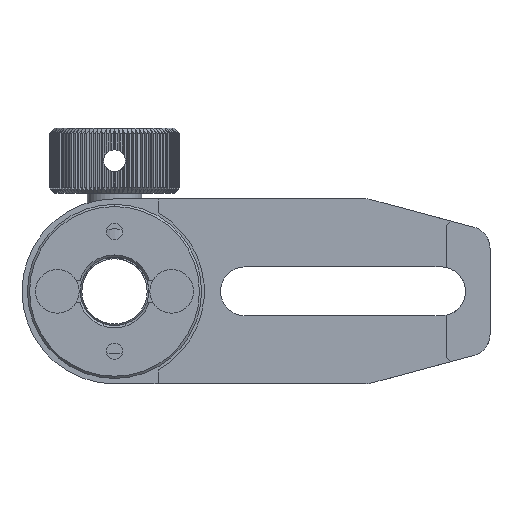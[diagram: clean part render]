
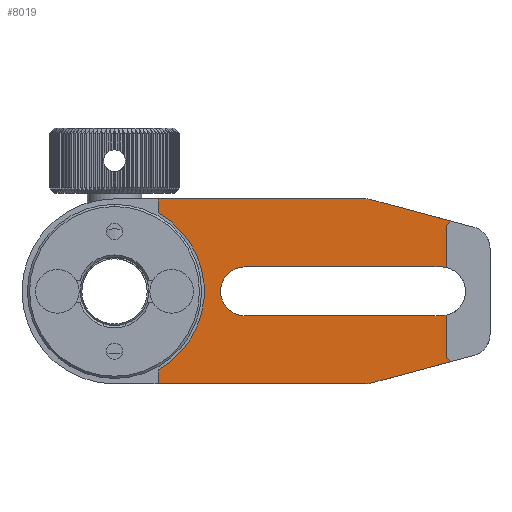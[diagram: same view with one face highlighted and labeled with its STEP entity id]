
A CAD part, front view. The second image highlights one B-rep face of the part: STEP entity #8019.
In plain terms, the highlighted planar face has unit normal (0, -1, 0).
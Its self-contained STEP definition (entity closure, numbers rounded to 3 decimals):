
#33 = ORIENTED_EDGE ( 'NONE', *, *, #2448, .T. ) ;
#127 = CARTESIAN_POINT ( 'NONE',  ( 12., 0.5, 0. ) ) ;
#380 = ORIENTED_EDGE ( 'NONE', *, *, #2009, .T. ) ;
#402 = DIRECTION ( 'NONE',  ( 0., 0., 1. ) ) ;
#450 = LINE ( 'NONE', #13934, #777 ) ;
#493 = DIRECTION ( 'NONE',  ( 0., 1., 0. ) ) ;
#653 = CARTESIAN_POINT ( 'NONE',  ( 23.041, 0.5, -6.5 ) ) ;
#777 = VECTOR ( 'NONE', #8871, 1000. ) ;
#1150 = VERTEX_POINT ( 'NONE', #13930 ) ;
#1334 = DIRECTION ( 'NONE',  ( 0., 0., 1. ) ) ;
#1410 = CIRCLE ( 'NONE', #10501, 2. ) ;
#1481 = DIRECTION ( 'NONE',  ( 0.707, 0., 0.707 ) ) ;
#1567 = CARTESIAN_POINT ( 'NONE',  ( 30.5, 0.5, 2.194 ) ) ;
#1579 = EDGE_CURVE ( 'NONE', #2204, #3187, #5137, .T. ) ;
#1822 = VECTOR ( 'NONE', #15336, 1000. ) ;
#1827 = VERTEX_POINT ( 'NONE', #6005 ) ;
#1891 = CARTESIAN_POINT ( 'NONE',  ( 30.5, 0.5, -22.671 ) ) ;
#2009 = EDGE_CURVE ( 'NONE', #11667, #12888, #11324, .T. ) ;
#2027 = CARTESIAN_POINT ( 'NONE',  ( 4., 0.5, 8.5 ) ) ;
#2192 = VECTOR ( 'NONE', #2512, 1000. ) ;
#2204 = VERTEX_POINT ( 'NONE', #11408 ) ;
#2272 = AXIS2_PLACEMENT_3D ( 'NONE', #127, #8799, #1334 ) ;
#2381 = DIRECTION ( 'NONE',  ( 0., 1., 0. ) ) ;
#2444 = CARTESIAN_POINT ( 'NONE',  ( 30.5, 0.5, -22.671 ) ) ;
#2448 = EDGE_CURVE ( 'NONE', #1827, #10175, #9522, .T. ) ;
#2512 = DIRECTION ( 'NONE',  ( -0.966, 0., 0.259 ) ) ;
#2580 = CIRCLE ( 'NONE', #12431, 2.25 ) ;
#2607 = ORIENTED_EDGE ( 'NONE', *, *, #14094, .T. ) ;
#2752 = AXIS2_PLACEMENT_3D ( 'NONE', #8248, #9383, #12071 ) ;
#2919 = CARTESIAN_POINT ( 'NONE',  ( 30.894, 0.5, -6.466 ) ) ;
#3105 = EDGE_CURVE ( 'NONE', #15067, #9392, #8674, .T. ) ;
#3111 = EDGE_CURVE ( 'NONE', #11367, #2204, #6329, .T. ) ;
#3187 = VERTEX_POINT ( 'NONE', #6505 ) ;
#3302 = ORIENTED_EDGE ( 'NONE', *, *, #10924, .F. ) ;
#3416 = DIRECTION ( 'NONE',  ( 0., -1., 0. ) ) ;
#3441 = DIRECTION ( 'NONE',  ( -1., 0., 0. ) ) ;
#3633 = VECTOR ( 'NONE', #10587, 1000. ) ;
#3664 = CARTESIAN_POINT ( 'NONE',  ( 23.558, 0.5, 8.432 ) ) ;
#3857 = EDGE_CURVE ( 'NONE', #5403, #15646, #7107, .T. ) ;
#4079 = VECTOR ( 'NONE', #3441, 1000. ) ;
#4457 = CARTESIAN_POINT ( 'NONE',  ( 23.558, 0.5, -8.432 ) ) ;
#4552 = EDGE_CURVE ( 'NONE', #3187, #11667, #13481, .T. ) ;
#4574 = ORIENTED_EDGE ( 'NONE', *, *, #4953, .T. ) ;
#4911 = CARTESIAN_POINT ( 'NONE',  ( 0., 0.5, 0. ) ) ;
#4953 = EDGE_CURVE ( 'NONE', #8696, #5403, #1410, .T. ) ;
#5137 = LINE ( 'NONE', #13996, #9702 ) ;
#5181 = LINE ( 'NONE', #2919, #1822 ) ;
#5393 = CIRCLE ( 'NONE', #2272, 2.25 ) ;
#5403 = VERTEX_POINT ( 'NONE', #4457 ) ;
#5480 = ORIENTED_EDGE ( 'NONE', *, *, #10055, .T. ) ;
#5542 = LINE ( 'NONE', #1891, #3633 ) ;
#5665 = FACE_OUTER_BOUND ( 'NONE', #13266, .T. ) ;
#5691 = CARTESIAN_POINT ( 'NONE',  ( 0., 0.5, 8.5 ) ) ;
#5813 = PLANE ( 'NONE',  #2752 ) ;
#6005 = CARTESIAN_POINT ( 'NONE',  ( 30., 0.5, -2.25 ) ) ;
#6056 = VECTOR ( 'NONE', #7831, 1000. ) ;
#6179 = DIRECTION ( 'NONE',  ( 0., 0., 1. ) ) ;
#6298 = CARTESIAN_POINT ( 'NONE',  ( 0., 0.5, -8.5 ) ) ;
#6329 = LINE ( 'NONE', #2444, #13688 ) ;
#6341 = ORIENTED_EDGE ( 'NONE', *, *, #7154, .T. ) ;
#6353 = ORIENTED_EDGE ( 'NONE', *, *, #3111, .T. ) ;
#6422 = CARTESIAN_POINT ( 'NONE',  ( 4., 0.5, 0. ) ) ;
#6505 = CARTESIAN_POINT ( 'NONE',  ( 30.894, 0.5, 6.466 ) ) ;
#6508 = DIRECTION ( 'NONE',  ( 0., 0., 1. ) ) ;
#6573 = DIRECTION ( 'NONE',  ( 0., -1., 0. ) ) ;
#6613 = VERTEX_POINT ( 'NONE', #14768 ) ;
#6819 = DIRECTION ( 'NONE',  ( 0., 0., 1. ) ) ;
#6920 = VECTOR ( 'NONE', #9484, 1000. ) ;
#7107 = LINE ( 'NONE', #11490, #6056 ) ;
#7154 = EDGE_CURVE ( 'NONE', #10175, #15067, #5393, .T. ) ;
#7378 = ORIENTED_EDGE ( 'NONE', *, *, #3857, .T. ) ;
#7436 = LINE ( 'NONE', #6298, #10017 ) ;
#7648 = VERTEX_POINT ( 'NONE', #2027 ) ;
#7784 = CARTESIAN_POINT ( 'NONE',  ( 23.041, 0.5, 6.5 ) ) ;
#7831 = DIRECTION ( 'NONE',  ( 0.966, 0., 0.259 ) ) ;
#7954 = AXIS2_PLACEMENT_3D ( 'NONE', #7784, #6573, #402 ) ;
#8019 = ADVANCED_FACE ( 'NONE', ( #5665 ), #5813, .T. ) ;
#8178 = VECTOR ( 'NONE', #6508, 1000. ) ;
#8248 = CARTESIAN_POINT ( 'NONE',  ( 0., 0.5, 0. ) ) ;
#8674 = LINE ( 'NONE', #12195, #9519 ) ;
#8696 = VERTEX_POINT ( 'NONE', #13018 ) ;
#8799 = DIRECTION ( 'NONE',  ( 0., 1., 0. ) ) ;
#8819 = ORIENTED_EDGE ( 'NONE', *, *, #13514, .T. ) ;
#8840 = LINE ( 'NONE', #6422, #8178 ) ;
#8871 = DIRECTION ( 'NONE',  ( 0., 0., 1. ) ) ;
#8924 = CARTESIAN_POINT ( 'NONE',  ( 30.894, 0.5, -6.466 ) ) ;
#8998 = ORIENTED_EDGE ( 'NONE', *, *, #12704, .F. ) ;
#9160 = CARTESIAN_POINT ( 'NONE',  ( 30., 0.5, 0. ) ) ;
#9383 = DIRECTION ( 'NONE',  ( 0., -1., 0. ) ) ;
#9392 = VERTEX_POINT ( 'NONE', #15083 ) ;
#9484 = DIRECTION ( 'NONE',  ( -1., 0., 0. ) ) ;
#9519 = VECTOR ( 'NONE', #13653, 1000. ) ;
#9522 = LINE ( 'NONE', #15631, #4079 ) ;
#9677 = VERTEX_POINT ( 'NONE', #13361 ) ;
#9702 = VECTOR ( 'NONE', #1481, 1000. ) ;
#9966 = CARTESIAN_POINT ( 'NONE',  ( 3.686, 0.5, 13.757 ) ) ;
#10017 = VECTOR ( 'NONE', #12316, 1000. ) ;
#10055 = EDGE_CURVE ( 'NONE', #9392, #11367, #2580, .T. ) ;
#10175 = VERTEX_POINT ( 'NONE', #13582 ) ;
#10385 = ORIENTED_EDGE ( 'NONE', *, *, #10578, .T. ) ;
#10501 = AXIS2_PLACEMENT_3D ( 'NONE', #653, #3416, #11872 ) ;
#10578 = EDGE_CURVE ( 'NONE', #15646, #13051, #5181, .T. ) ;
#10587 = DIRECTION ( 'NONE',  ( 0., 0., 1. ) ) ;
#10783 = VERTEX_POINT ( 'NONE', #14585 ) ;
#10924 = EDGE_CURVE ( 'NONE', #1150, #7648, #450, .T. ) ;
#11059 = DIRECTION ( 'NONE',  ( 0., 0., 1. ) ) ;
#11076 = CARTESIAN_POINT ( 'NONE',  ( 12., 0.5, 2.25 ) ) ;
#11311 = DIRECTION ( 'NONE',  ( 0., 0., 1. ) ) ;
#11324 = CIRCLE ( 'NONE', #7954, 2. ) ;
#11367 = VERTEX_POINT ( 'NONE', #1567 ) ;
#11408 = CARTESIAN_POINT ( 'NONE',  ( 30.5, 0.5, 6.072 ) ) ;
#11490 = CARTESIAN_POINT ( 'NONE',  ( 3.686, 0.5, -13.757 ) ) ;
#11667 = VERTEX_POINT ( 'NONE', #3664 ) ;
#11699 = CARTESIAN_POINT ( 'NONE',  ( 23.041, 0.5, 8.5 ) ) ;
#11820 = ORIENTED_EDGE ( 'NONE', *, *, #12543, .T. ) ;
#11838 = AXIS2_PLACEMENT_3D ( 'NONE', #4911, #13685, #11311 ) ;
#11872 = DIRECTION ( 'NONE',  ( 0., 0., 1. ) ) ;
#11920 = EDGE_CURVE ( 'NONE', #9677, #1827, #14251, .T. ) ;
#12071 = DIRECTION ( 'NONE',  ( 0., 0., 1. ) ) ;
#12132 = CARTESIAN_POINT ( 'NONE',  ( 30., 0.5, 0. ) ) ;
#12195 = CARTESIAN_POINT ( 'NONE',  ( 30., 0.5, 2.25 ) ) ;
#12316 = DIRECTION ( 'NONE',  ( 1., 0., 0. ) ) ;
#12400 = ORIENTED_EDGE ( 'NONE', *, *, #11920, .T. ) ;
#12431 = AXIS2_PLACEMENT_3D ( 'NONE', #12132, #2381, #11059 ) ;
#12543 = EDGE_CURVE ( 'NONE', #13051, #9677, #5542, .T. ) ;
#12704 = EDGE_CURVE ( 'NONE', #10783, #6613, #8840, .T. ) ;
#12708 = AXIS2_PLACEMENT_3D ( 'NONE', #9160, #493, #6819 ) ;
#12816 = ORIENTED_EDGE ( 'NONE', *, *, #3105, .T. ) ;
#12888 = VERTEX_POINT ( 'NONE', #11699 ) ;
#13018 = CARTESIAN_POINT ( 'NONE',  ( 23.041, 0.5, -8.5 ) ) ;
#13051 = VERTEX_POINT ( 'NONE', #15905 ) ;
#13147 = CIRCLE ( 'NONE', #11838, 8.25 ) ;
#13171 = LINE ( 'NONE', #5691, #6920 ) ;
#13266 = EDGE_LOOP ( 'NONE', ( #8819, #4574, #7378, #10385, #11820, #12400, #33, #6341, #12816, #5480, #6353, #13833, #14562, #380, #2607, #3302, #15353, #8998 ) ) ;
#13361 = CARTESIAN_POINT ( 'NONE',  ( 30.5, 0.5, -2.194 ) ) ;
#13481 = LINE ( 'NONE', #9966, #2192 ) ;
#13514 = EDGE_CURVE ( 'NONE', #10783, #8696, #7436, .T. ) ;
#13582 = CARTESIAN_POINT ( 'NONE',  ( 12., 0.5, -2.25 ) ) ;
#13653 = DIRECTION ( 'NONE',  ( 1., 0., 0. ) ) ;
#13685 = DIRECTION ( 'NONE',  ( 0., -1., 0. ) ) ;
#13688 = VECTOR ( 'NONE', #6179, 1000. ) ;
#13833 = ORIENTED_EDGE ( 'NONE', *, *, #1579, .T. ) ;
#13930 = CARTESIAN_POINT ( 'NONE',  ( 4., 0.5, 7.215 ) ) ;
#13934 = CARTESIAN_POINT ( 'NONE',  ( 4., 0.5, 0. ) ) ;
#13996 = CARTESIAN_POINT ( 'NONE',  ( 30.894, 0.5, 6.466 ) ) ;
#14094 = EDGE_CURVE ( 'NONE', #12888, #7648, #13171, .T. ) ;
#14251 = CIRCLE ( 'NONE', #12708, 2.25 ) ;
#14562 = ORIENTED_EDGE ( 'NONE', *, *, #4552, .T. ) ;
#14585 = CARTESIAN_POINT ( 'NONE',  ( 4., 0.5, -8.5 ) ) ;
#14768 = CARTESIAN_POINT ( 'NONE',  ( 4., 0.5, -7.215 ) ) ;
#15067 = VERTEX_POINT ( 'NONE', #11076 ) ;
#15081 = EDGE_CURVE ( 'NONE', #6613, #1150, #13147, .T. ) ;
#15083 = CARTESIAN_POINT ( 'NONE',  ( 30., 0.5, 2.25 ) ) ;
#15336 = DIRECTION ( 'NONE',  ( -0.707, 0., 0.707 ) ) ;
#15353 = ORIENTED_EDGE ( 'NONE', *, *, #15081, .F. ) ;
#15631 = CARTESIAN_POINT ( 'NONE',  ( 30., 0.5, -2.25 ) ) ;
#15646 = VERTEX_POINT ( 'NONE', #8924 ) ;
#15905 = CARTESIAN_POINT ( 'NONE',  ( 30.5, 0.5, -6.072 ) ) ;
